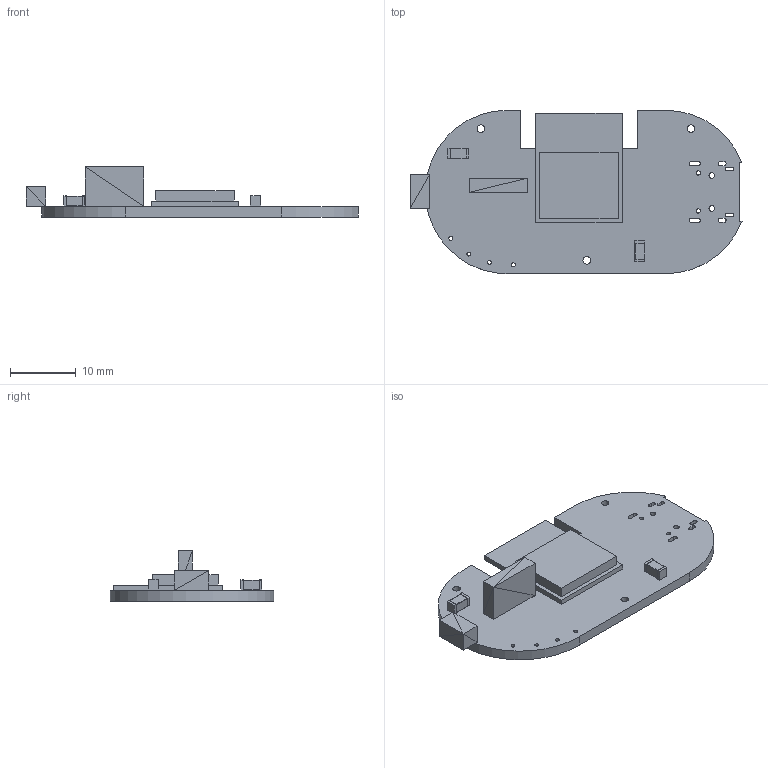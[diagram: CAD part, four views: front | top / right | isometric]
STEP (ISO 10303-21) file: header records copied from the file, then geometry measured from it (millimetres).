
FILE_DESCRIPTION(('KiCad electronic assembly'),'2;1');
FILE_NAME('temp sensor led and sensor port cutout windows.step', '2022-03-24T10:16:51',('Pcbnew'),('Kicad'), 'Open CASCADE STEP processor 7.5','KiCad to STEP converter','Unknown' );
FILE_SCHEMA(('AUTOMOTIVE_DESIGN { 1 0 10303 214 1 1 1 1 }'));
Length unit declared in the file: millimetre
Products named in the file (10): temp sensor led and sensor port cutout windows 1; ESP32-pico-mini-02 v2; COMPOUND; C_1206_3216Metric; SOLID; Unnamed-sensor_window_cutout002 (Solid); Unnamed1-led_window_cutout001 (Solid); temp sensor PCB
Assembly tree (10 placements, depth 3):
  temp sensor led and sensor port cutout windows 1
    ESP32-pico-mini-02 v2
      COMPOUND
    C_1206_3216Metric  x2
      SOLID
    Unnamed-sensor_window_cutout002 (Solid)
      SOLID
    Unnamed1-led_window_cutout001 (Solid)
      SOLID
    temp sensor PCB
Bounding box: 50.55 x 24.89 x 7.65 mm (x, y, z)
Volume: 2088.8 mm3; surface area: 3406.2 mm2
Topology: 68 solids, 68 shells, 508 faces, 1080 edges, 712 vertices
Faces by surface type: bspline 459, cylinder 26, plane 23
Full cylindrical faces by diameter (mm): 0.6 x4, 0.65 x2, 0.85 x2, 1.152 x3
Entity records: 23647 total; most frequent: CARTESIAN_POINT 8505, B_SPLINE_CURVE_WITH_KNOTS 2553, ORIENTED_EDGE 2016, PCURVE 2016, DEFINITIONAL_REPRESENTATION 2016, EDGE_CURVE 1008, SURFACE_CURVE 997, VERTEX_POINT 664
